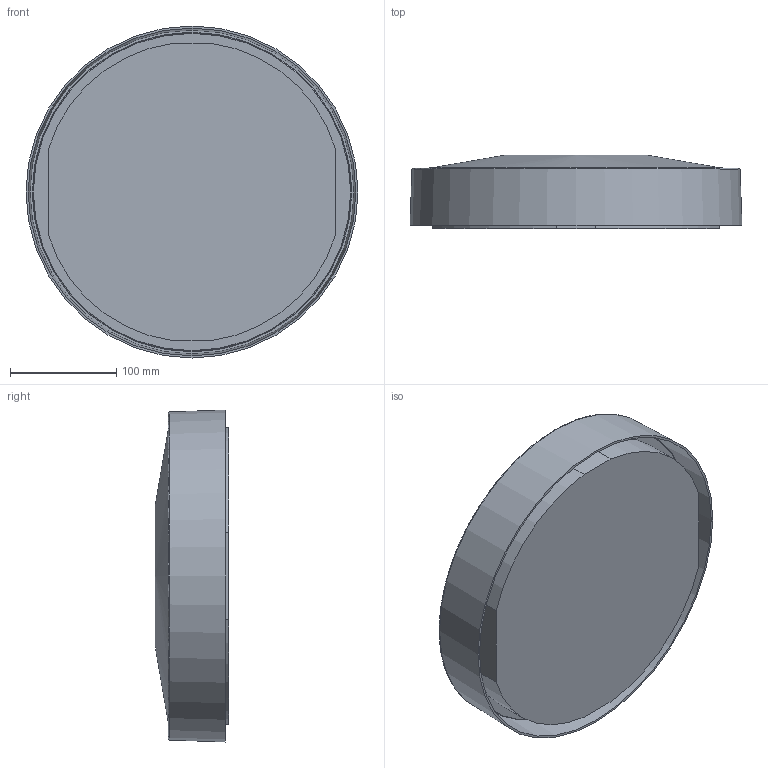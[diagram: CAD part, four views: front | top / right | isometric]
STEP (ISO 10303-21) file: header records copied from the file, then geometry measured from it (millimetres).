
FILE_DESCRIPTION (( 'STEP AP214' ), '1' );
FILE_NAME ('BLKH_G2_300.STEP', '2024-05-13T10:39:11', ( '' ), ( '' ), 'SwSTEP 2.0', 'SolidWorks 2022', '' );
FILE_SCHEMA (( 'AUTOMOTIVE_DESIGN' ));
Length unit declared in the file: millimetre
Products named in the file (1): BLKH_G2_300
Bounding box: 312.3 x 69 x 312.3 mm (x, y, z)
Volume: 1122777.4 mm3; surface area: 495531.7 mm2
Topology: 3 solids, 3 shells, 60 faces, 151 edges, 99 vertices
Faces by surface type: bspline 27, plane 14, cone 10, cylinder 8, torus 1
Entity records: 2866 total; most frequent: CARTESIAN_POINT 951, ORIENTED_EDGE 254, DIRECTION 218, EDGE_CURVE 127, AXIS2_PLACEMENT_3D 93, VERTEX_POINT 91, EDGE_LOOP 80, FACE_OUTER_BOUND 66
